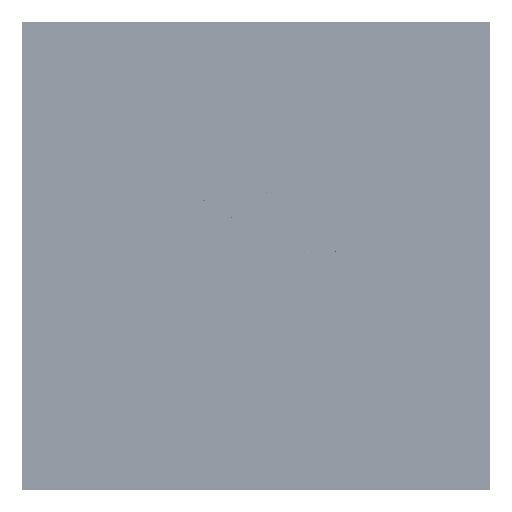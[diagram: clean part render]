
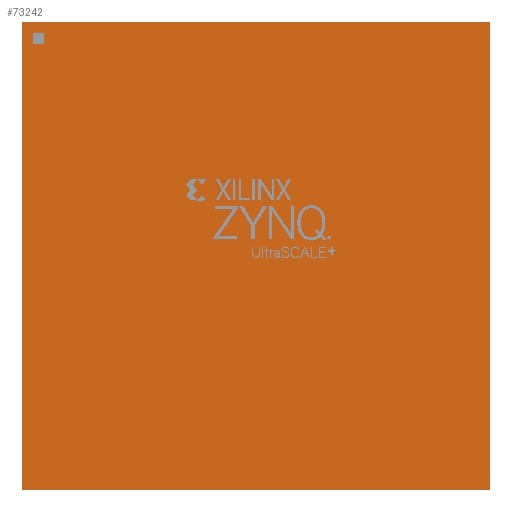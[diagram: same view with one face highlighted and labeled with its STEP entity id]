
A CAD part, top view. The second image highlights one B-rep face of the part: STEP entity #73242.
In plain terms, the highlighted planar face has unit normal (0, 0, 1).
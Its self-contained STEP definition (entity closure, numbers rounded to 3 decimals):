
#73130 = VERTEX_POINT('',#73131);
#73131 = CARTESIAN_POINT('',(-21.25,21.25,3.5));
#73137 = EDGE_CURVE('',#73130,#73138,#73140,.T.);
#73138 = VERTEX_POINT('',#73139);
#73139 = CARTESIAN_POINT('',(21.25,21.25,3.5));
#73140 = LINE('',#73141,#73142);
#73141 = CARTESIAN_POINT('',(-21.25,21.25,3.5));
#73142 = VECTOR('',#73143,1.);
#73143 = DIRECTION('',(1.,0.,0.));
#73170 = VERTEX_POINT('',#73171);
#73171 = CARTESIAN_POINT('',(-21.25,-21.25,3.5));
#73177 = EDGE_CURVE('',#73170,#73130,#73178,.T.);
#73178 = LINE('',#73179,#73180);
#73179 = CARTESIAN_POINT('',(-21.25,-21.25,3.5));
#73180 = VECTOR('',#73181,1.);
#73181 = DIRECTION('',(0.,1.,0.));
#73199 = EDGE_CURVE('',#73138,#73200,#73202,.T.);
#73200 = VERTEX_POINT('',#73201);
#73201 = CARTESIAN_POINT('',(21.25,-21.25,3.5));
#73202 = LINE('',#73203,#73204);
#73203 = CARTESIAN_POINT('',(21.25,21.25,3.5));
#73204 = VECTOR('',#73205,1.);
#73205 = DIRECTION('',(0.,-1.,0.));
#73242 = ADVANCED_FACE('',(#73243,#73254),#73288,.F.);
#73243 = FACE_BOUND('',#73244,.F.);
#73244 = EDGE_LOOP('',(#73245,#73246,#73247,#73253));
#73245 = ORIENTED_EDGE('',*,*,#73137,.T.);
#73246 = ORIENTED_EDGE('',*,*,#73199,.T.);
#73247 = ORIENTED_EDGE('',*,*,#73248,.T.);
#73248 = EDGE_CURVE('',#73200,#73170,#73249,.T.);
#73249 = LINE('',#73250,#73251);
#73250 = CARTESIAN_POINT('',(21.25,-21.25,3.5));
#73251 = VECTOR('',#73252,1.);
#73252 = DIRECTION('',(-1.,0.,0.));
#73253 = ORIENTED_EDGE('',*,*,#73177,.T.);
#73254 = FACE_BOUND('',#73255,.F.);
#73255 = EDGE_LOOP('',(#73256,#73266,#73274,#73282));
#73256 = ORIENTED_EDGE('',*,*,#73257,.F.);
#73257 = EDGE_CURVE('',#73258,#73260,#73262,.T.);
#73258 = VERTEX_POINT('',#73259);
#73259 = CARTESIAN_POINT('',(-20.25,20.25,3.5));
#73260 = VERTEX_POINT('',#73261);
#73261 = CARTESIAN_POINT('',(-19.25,20.25,3.5));
#73262 = LINE('',#73263,#73264);
#73263 = CARTESIAN_POINT('',(-20.25,20.25,3.5));
#73264 = VECTOR('',#73265,1.);
#73265 = DIRECTION('',(1.,0.,0.));
#73266 = ORIENTED_EDGE('',*,*,#73267,.F.);
#73267 = EDGE_CURVE('',#73268,#73258,#73270,.T.);
#73268 = VERTEX_POINT('',#73269);
#73269 = CARTESIAN_POINT('',(-20.25,19.25,3.5));
#73270 = LINE('',#73271,#73272);
#73271 = CARTESIAN_POINT('',(-20.25,19.25,3.5));
#73272 = VECTOR('',#73273,1.);
#73273 = DIRECTION('',(0.,1.,0.));
#73274 = ORIENTED_EDGE('',*,*,#73275,.F.);
#73275 = EDGE_CURVE('',#73276,#73268,#73278,.T.);
#73276 = VERTEX_POINT('',#73277);
#73277 = CARTESIAN_POINT('',(-19.25,19.25,3.5));
#73278 = LINE('',#73279,#73280);
#73279 = CARTESIAN_POINT('',(-19.25,19.25,3.5));
#73280 = VECTOR('',#73281,1.);
#73281 = DIRECTION('',(-1.,0.,0.));
#73282 = ORIENTED_EDGE('',*,*,#73283,.F.);
#73283 = EDGE_CURVE('',#73260,#73276,#73284,.T.);
#73284 = LINE('',#73285,#73286);
#73285 = CARTESIAN_POINT('',(-19.25,20.25,3.5));
#73286 = VECTOR('',#73287,1.);
#73287 = DIRECTION('',(0.,-1.,0.));
#73288 = PLANE('',#73289);
#73289 = AXIS2_PLACEMENT_3D('',#73290,#73291,#73292);
#73290 = CARTESIAN_POINT('',(0.,0.,3.5));
#73291 = DIRECTION('',(-0.,-0.,-1.));
#73292 = DIRECTION('',(-1.,0.,0.));
